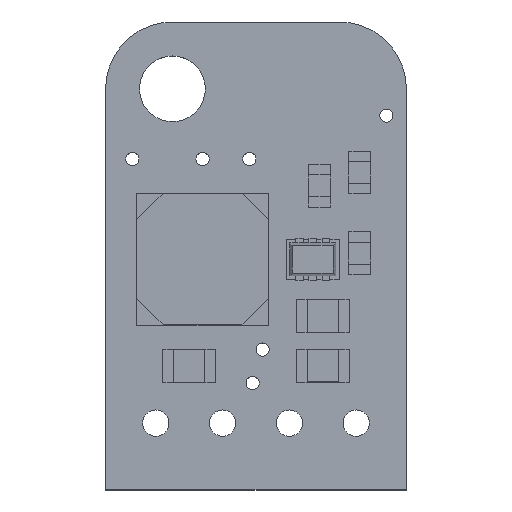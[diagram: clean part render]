
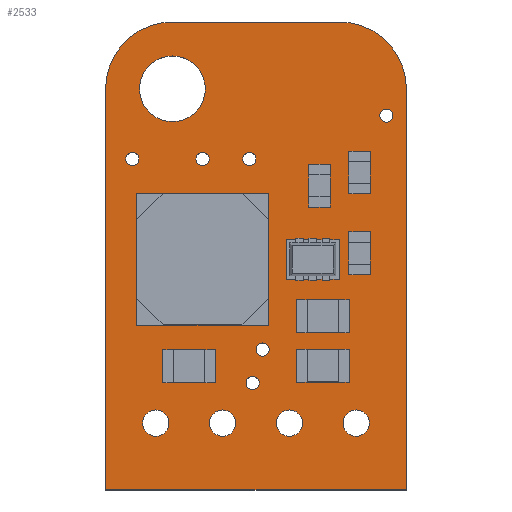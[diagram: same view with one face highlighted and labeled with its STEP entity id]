
A CAD part, top view. The second image highlights one B-rep face of the part: STEP entity #2533.
In plain terms, the highlighted planar face has unit normal (0, 0, 1).
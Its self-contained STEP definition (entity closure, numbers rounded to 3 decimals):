
#64=FACE_BOUND('',#349,.T.);
#65=FACE_BOUND('',#350,.T.);
#66=FACE_BOUND('',#351,.T.);
#67=FACE_BOUND('',#352,.T.);
#68=FACE_BOUND('',#353,.T.);
#69=FACE_BOUND('',#354,.T.);
#70=FACE_BOUND('',#355,.T.);
#71=FACE_BOUND('',#356,.T.);
#72=FACE_BOUND('',#357,.T.);
#73=FACE_BOUND('',#358,.T.);
#74=FACE_BOUND('',#359,.T.);
#91=PLANE('',#2753);
#219=FACE_OUTER_BOUND('',#348,.T.);
#348=EDGE_LOOP('',(#1777,#1778,#1779,#1780,#1781,#1782));
#349=EDGE_LOOP('',(#1783));
#350=EDGE_LOOP('',(#1784));
#351=EDGE_LOOP('',(#1785));
#352=EDGE_LOOP('',(#1786));
#353=EDGE_LOOP('',(#1787));
#354=EDGE_LOOP('',(#1788));
#355=EDGE_LOOP('',(#1789));
#356=EDGE_LOOP('',(#1790));
#357=EDGE_LOOP('',(#1791));
#358=EDGE_LOOP('',(#1792));
#359=EDGE_LOOP('',(#1793));
#496=LINE('',#3613,#810);
#499=LINE('',#3619,#813);
#502=LINE('',#3625,#816);
#506=LINE('',#3637,#820);
#810=VECTOR('',#2965,10.);
#813=VECTOR('',#2970,10.);
#816=VECTOR('',#2975,10.);
#820=VECTOR('',#2987,10.);
#1112=CIRCLE('',#2712,0.5);
#1114=CIRCLE('',#2715,0.5);
#1116=CIRCLE('',#2718,0.25);
#1118=CIRCLE('',#2721,0.25);
#1120=CIRCLE('',#2724,0.25);
#1122=CIRCLE('',#2727,0.25);
#1124=CIRCLE('',#2730,0.25);
#1126=CIRCLE('',#2733,0.25);
#1128=CIRCLE('',#2736,1.25);
#1130=CIRCLE('',#2739,0.5);
#1132=CIRCLE('',#2742,0.5);
#1134=CIRCLE('',#2748,2.54);
#1136=CIRCLE('',#2752,2.54);
#1140=VERTEX_POINT('',#3543);
#1142=VERTEX_POINT('',#3549);
#1144=VERTEX_POINT('',#3555);
#1146=VERTEX_POINT('',#3561);
#1148=VERTEX_POINT('',#3567);
#1150=VERTEX_POINT('',#3573);
#1152=VERTEX_POINT('',#3579);
#1154=VERTEX_POINT('',#3585);
#1156=VERTEX_POINT('',#3591);
#1158=VERTEX_POINT('',#3597);
#1160=VERTEX_POINT('',#3603);
#1163=VERTEX_POINT('',#3610);
#1164=VERTEX_POINT('',#3612);
#1166=VERTEX_POINT('',#3618);
#1168=VERTEX_POINT('',#3624);
#1170=VERTEX_POINT('',#3630);
#1172=VERTEX_POINT('',#3636);
#1369=EDGE_CURVE('',#1140,#1140,#1112,.T.);
#1372=EDGE_CURVE('',#1142,#1142,#1114,.T.);
#1375=EDGE_CURVE('',#1144,#1144,#1116,.T.);
#1378=EDGE_CURVE('',#1146,#1146,#1118,.T.);
#1381=EDGE_CURVE('',#1148,#1148,#1120,.T.);
#1384=EDGE_CURVE('',#1150,#1150,#1122,.T.);
#1387=EDGE_CURVE('',#1152,#1152,#1124,.T.);
#1390=EDGE_CURVE('',#1154,#1154,#1126,.T.);
#1393=EDGE_CURVE('',#1156,#1156,#1128,.T.);
#1396=EDGE_CURVE('',#1158,#1158,#1130,.T.);
#1399=EDGE_CURVE('',#1160,#1160,#1132,.T.);
#1402=EDGE_CURVE('',#1164,#1163,#496,.T.);
#1405=EDGE_CURVE('',#1166,#1164,#499,.T.);
#1408=EDGE_CURVE('',#1168,#1166,#502,.T.);
#1411=EDGE_CURVE('',#1170,#1168,#1134,.T.);
#1414=EDGE_CURVE('',#1172,#1170,#506,.T.);
#1417=EDGE_CURVE('',#1163,#1172,#1136,.T.);
#1777=ORIENTED_EDGE('',*,*,#1417,.T.);
#1778=ORIENTED_EDGE('',*,*,#1414,.T.);
#1779=ORIENTED_EDGE('',*,*,#1411,.T.);
#1780=ORIENTED_EDGE('',*,*,#1408,.T.);
#1781=ORIENTED_EDGE('',*,*,#1405,.T.);
#1782=ORIENTED_EDGE('',*,*,#1402,.T.);
#1783=ORIENTED_EDGE('',*,*,#1369,.T.);
#1784=ORIENTED_EDGE('',*,*,#1372,.T.);
#1785=ORIENTED_EDGE('',*,*,#1375,.T.);
#1786=ORIENTED_EDGE('',*,*,#1378,.T.);
#1787=ORIENTED_EDGE('',*,*,#1381,.T.);
#1788=ORIENTED_EDGE('',*,*,#1384,.T.);
#1789=ORIENTED_EDGE('',*,*,#1387,.T.);
#1790=ORIENTED_EDGE('',*,*,#1390,.T.);
#1791=ORIENTED_EDGE('',*,*,#1393,.T.);
#1792=ORIENTED_EDGE('',*,*,#1396,.T.);
#1793=ORIENTED_EDGE('',*,*,#1399,.T.);
#2533=ADVANCED_FACE('',(#219,#64,#65,#66,#67,#68,#69,#70,#71,#72,#73,#74),
#91,.T.);
#2712=AXIS2_PLACEMENT_3D('',#3545,#2889,#2890);
#2715=AXIS2_PLACEMENT_3D('',#3551,#2896,#2897);
#2718=AXIS2_PLACEMENT_3D('',#3557,#2903,#2904);
#2721=AXIS2_PLACEMENT_3D('',#3563,#2910,#2911);
#2724=AXIS2_PLACEMENT_3D('',#3569,#2917,#2918);
#2727=AXIS2_PLACEMENT_3D('',#3575,#2924,#2925);
#2730=AXIS2_PLACEMENT_3D('',#3581,#2931,#2932);
#2733=AXIS2_PLACEMENT_3D('',#3587,#2938,#2939);
#2736=AXIS2_PLACEMENT_3D('',#3593,#2945,#2946);
#2739=AXIS2_PLACEMENT_3D('',#3599,#2952,#2953);
#2742=AXIS2_PLACEMENT_3D('',#3605,#2959,#2960);
#2748=AXIS2_PLACEMENT_3D('',#3631,#2981,#2982);
#2752=AXIS2_PLACEMENT_3D('',#3641,#2993,#2994);
#2753=AXIS2_PLACEMENT_3D('',#3642,#2995,#2996);
#2889=DIRECTION('center_axis',(0.,0.,-1.));
#2890=DIRECTION('ref_axis',(1.,0.,0.));
#2896=DIRECTION('center_axis',(0.,0.,-1.));
#2897=DIRECTION('ref_axis',(1.,0.,0.));
#2903=DIRECTION('center_axis',(0.,0.,-1.));
#2904=DIRECTION('ref_axis',(1.,0.,0.));
#2910=DIRECTION('center_axis',(0.,0.,-1.));
#2911=DIRECTION('ref_axis',(1.,0.,0.));
#2917=DIRECTION('center_axis',(0.,0.,-1.));
#2918=DIRECTION('ref_axis',(1.,0.,0.));
#2924=DIRECTION('center_axis',(0.,0.,-1.));
#2925=DIRECTION('ref_axis',(1.,0.,0.));
#2931=DIRECTION('center_axis',(0.,0.,-1.));
#2932=DIRECTION('ref_axis',(1.,0.,0.));
#2938=DIRECTION('center_axis',(0.,0.,-1.));
#2939=DIRECTION('ref_axis',(1.,0.,0.));
#2945=DIRECTION('center_axis',(0.,0.,-1.));
#2946=DIRECTION('ref_axis',(1.,0.,0.));
#2952=DIRECTION('center_axis',(0.,0.,-1.));
#2953=DIRECTION('ref_axis',(1.,0.,0.));
#2959=DIRECTION('center_axis',(0.,0.,-1.));
#2960=DIRECTION('ref_axis',(1.,0.,0.));
#2965=DIRECTION('',(0.,1.,0.));
#2970=DIRECTION('',(1.,0.,0.));
#2975=DIRECTION('',(0.,-1.,0.));
#2981=DIRECTION('center_axis',(0.,0.,1.));
#2982=DIRECTION('ref_axis',(0.,1.,0.));
#2987=DIRECTION('',(-1.,0.,0.));
#2993=DIRECTION('center_axis',(0.,0.,1.));
#2994=DIRECTION('ref_axis',(1.,0.,0.));
#2995=DIRECTION('center_axis',(0.,0.,1.));
#2996=DIRECTION('ref_axis',(1.,0.,0.));
#3543=CARTESIAN_POINT('',(3.945,2.54,1.57));
#3545=CARTESIAN_POINT('Origin',(4.445,2.54,1.57));
#3549=CARTESIAN_POINT('',(9.025,2.54,1.57));
#3551=CARTESIAN_POINT('Origin',(9.525,2.54,1.57));
#3555=CARTESIAN_POINT('',(5.719,5.334,1.57));
#3557=CARTESIAN_POINT('Origin',(5.969,5.334,1.57));
#3561=CARTESIAN_POINT('',(0.766,12.573,1.57));
#3563=CARTESIAN_POINT('Origin',(1.016,12.573,1.57));
#3567=CARTESIAN_POINT('',(5.211,12.573,1.57));
#3569=CARTESIAN_POINT('Origin',(5.461,12.573,1.57));
#3573=CARTESIAN_POINT('',(10.418,14.224,1.57));
#3575=CARTESIAN_POINT('Origin',(10.668,14.224,1.57));
#3579=CARTESIAN_POINT('',(3.433,12.573,1.57));
#3581=CARTESIAN_POINT('Origin',(3.683,12.573,1.57));
#3585=CARTESIAN_POINT('',(5.338,4.064,1.57));
#3587=CARTESIAN_POINT('Origin',(5.588,4.064,1.57));
#3591=CARTESIAN_POINT('',(1.29,15.24,1.57));
#3593=CARTESIAN_POINT('Origin',(2.54,15.24,1.57));
#3597=CARTESIAN_POINT('',(6.485,2.54,1.57));
#3599=CARTESIAN_POINT('Origin',(6.985,2.54,1.57));
#3603=CARTESIAN_POINT('',(1.405,2.54,1.57));
#3605=CARTESIAN_POINT('Origin',(1.905,2.54,1.57));
#3610=CARTESIAN_POINT('',(11.43,15.24,1.57));
#3612=CARTESIAN_POINT('',(11.43,0.,1.57));
#3613=CARTESIAN_POINT('',(11.43,15.24,1.57));
#3618=CARTESIAN_POINT('',(0.,0.,1.57));
#3619=CARTESIAN_POINT('',(11.43,0.,1.57));
#3624=CARTESIAN_POINT('',(0.,15.24,1.57));
#3625=CARTESIAN_POINT('',(0.,0.,1.57));
#3630=CARTESIAN_POINT('',(2.54,17.78,1.57));
#3631=CARTESIAN_POINT('Origin',(2.54,15.24,1.57));
#3636=CARTESIAN_POINT('',(8.89,17.78,1.57));
#3637=CARTESIAN_POINT('',(2.54,17.78,1.57));
#3641=CARTESIAN_POINT('Origin',(8.89,15.24,1.57));
#3642=CARTESIAN_POINT('Origin',(5.715,8.89,1.57));
